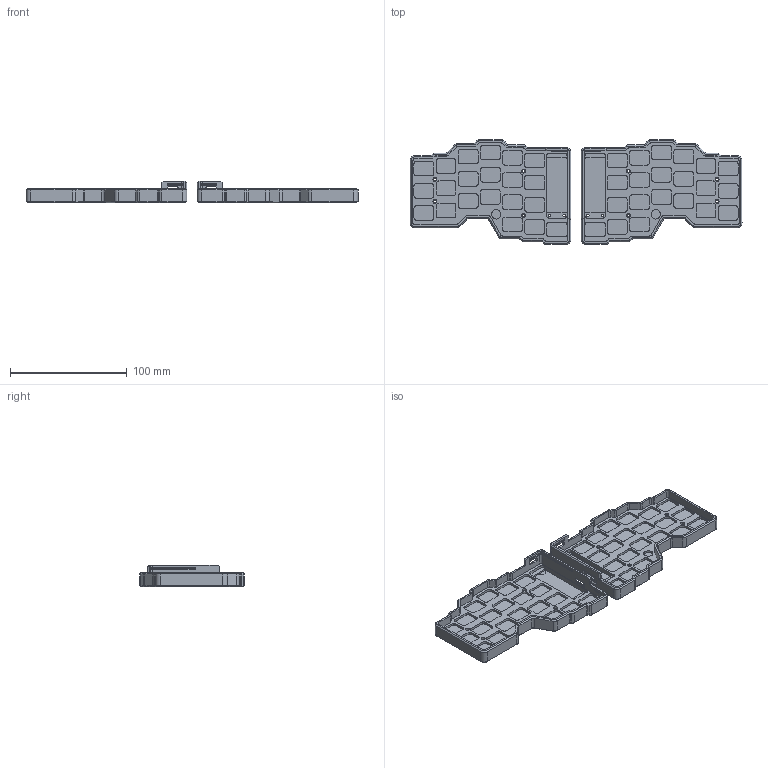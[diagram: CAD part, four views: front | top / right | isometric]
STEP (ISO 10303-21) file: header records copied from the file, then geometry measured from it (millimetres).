
FILE_DESCRIPTION(/* description */ (''),/* implementation_level */ '2;1');
FILE_NAME(/* name */ 'mriya-classic-fdm-301645-v1.00.step',/* time_stamp */ '2025-03-23T18:39:36+03:00',/* author */ (''),/* organization */ (''),/* preprocessor_version */ 'ST-DEVELOPER v20',/* originating_system */ 'Autodesk Translation Framework v13.14.0.145',/* authorisation */ '');
FILE_SCHEMA (('AUTOMOTIVE_DESIGN { 1 0 10303 214 3 1 1 }'));
Length unit declared in the file: millimetre
Products named in the file (1): classic-301645
Bounding box: 284.6 x 89.7 x 18.6 mm (x, y, z)
Volume: 95547.5 mm3; surface area: 64201.7 mm2
Topology: 2 solids, 2 shells, 1008 faces, 2556 edges, 1624 vertices
Faces by surface type: plane 532, cylinder 354, cone 122
Full cylindrical faces by diameter (mm): 2.3 x12, 3.4 x8, 8 x2, 8.2 x12
Entity records: 30301 total; most frequent: DIRECTION 5412, CARTESIAN_POINT 5189, ORIENTED_EDGE 5112, EDGE_CURVE 2556, AXIS2_PLACEMENT_3D 1847, LINE 1718, VECTOR 1718, VERTEX_POINT 1624
